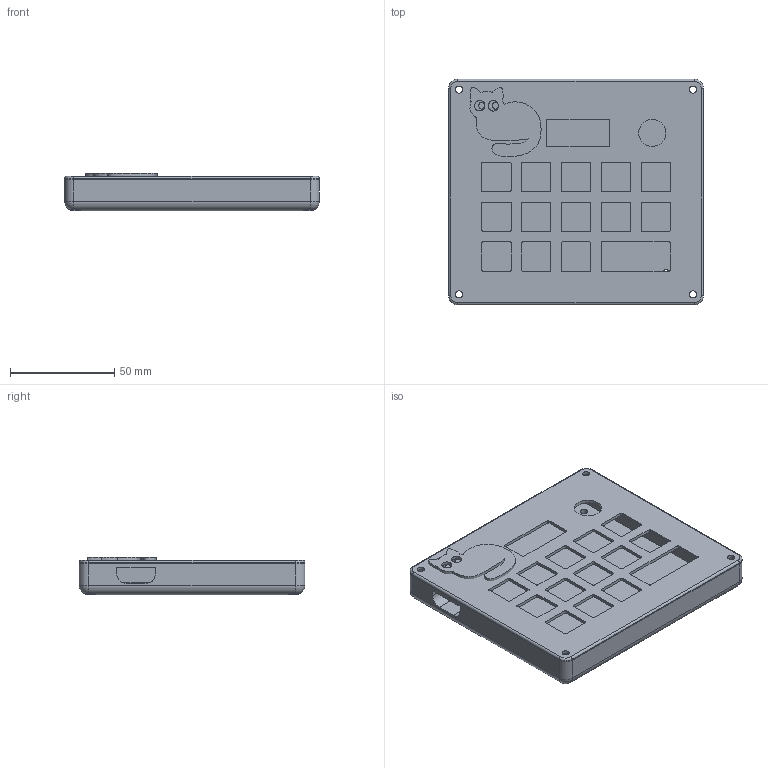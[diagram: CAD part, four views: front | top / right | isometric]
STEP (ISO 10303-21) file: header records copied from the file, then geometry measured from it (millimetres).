
FILE_DESCRIPTION(/* description */ ('STEP AP242 Edition 2','CAx-IF Rec.Pracs.---Representation and Presentation of Product Manufacturing Information (PMI)---4.0---2014-10-13','CAx-IF Rec.Pracs.---3D Tessellated Geometry---0.4---2014-09-14','2;1','CAx-IF Rec.Pracs.---User Defined Attributes---1.5---2016-08-15'),/* implementation_level */ '2;1');
FILE_NAME(/* name */ '695484defe92980619d428f6',/* time_stamp */ '2025-12-31T02:05:19Z',/* author */ (''),/* organization */ (''),/* preprocessor_version */ 'ST-DEVELOPER v20',/* originating_system */ 'ONSHAPE BY PTC INC, 1.208',/* authorisation */ ' ');
FILE_SCHEMA (('AP242_MANAGED_MODEL_BASED_3D_ENGINEERING_MIM_LF { 1 0 10303 442 3 1 4 }'));
Length unit declared in the file: metre
Products named in the file (10): case; Frontpart <1>; Part 2; Part 1; Backpart <1>; Part 5; Part 4; Part 3
Assembly tree (9 placements, depth 3):
  case
    Frontpart <1>
      Part 2
      Part 1
    Backpart <1>
      Part 5
      Part 4
      Part 1
      Part 2
      Part 3
Bounding box: 122 x 108 x 18 mm (x, y, z)
Volume: 130163.2 mm3; surface area: 61484.5 mm2
Topology: 7 solids, 7 shells, 457 faces, 1266 edges, 838 vertices
Faces by surface type: plane 208, cylinder 165, bspline 76, torus 4, sphere 4
Full cylindrical faces by diameter (mm): 3.4 x10, 3.5 x1, 6 x8, 13 x1
Entity records: 15515 total; most frequent: CARTESIAN_POINT 3747, ORIENTED_EDGE 2480, DIRECTION 2218, EDGE_CURVE 1240, VERTEX_POINT 834, LINE 740, VECTOR 740, AXIS2_PLACEMENT_3D 739
